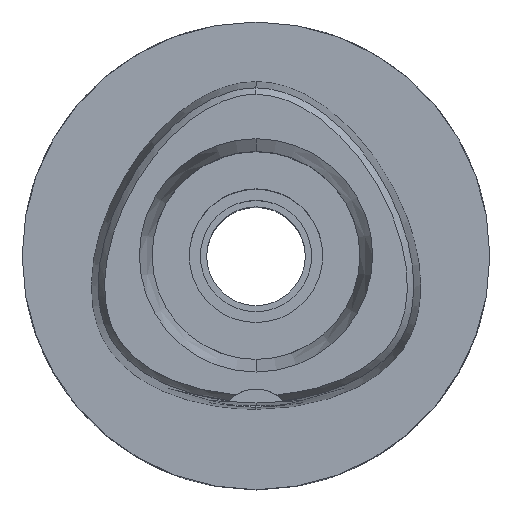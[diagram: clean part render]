
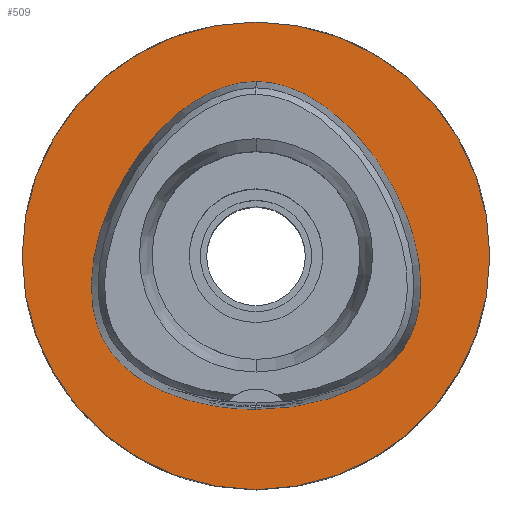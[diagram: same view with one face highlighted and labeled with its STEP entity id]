
A CAD part, top view. The second image highlights one B-rep face of the part: STEP entity #509.
In plain terms, the highlighted planar face has unit normal (0, 0, 1).
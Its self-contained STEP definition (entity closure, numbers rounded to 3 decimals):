
#45 = CARTESIAN_POINT ( 'NONE',  ( 0., -20.675, 0. ) ) ;
#55 = CARTESIAN_POINT ( 'NONE',  ( -22.245, -4.1, 0. ) ) ;
#135 = DIRECTION ( 'NONE',  ( 0., 1., 0. ) ) ;
#200 = B_SPLINE_CURVE_WITH_KNOTS ( 'NONE', 3,
 ( #2430, #4741, #1235, #2815, #3977, #3608, #3227, #1188, #2036, #4310, #55, #4764, #2454, #2061, #460, #1292, #2864, #4049, #4101, #2514, #2540, #4407, #2892 ),
 .UNSPECIFIED., .F., .F.,
 ( 4, 1, 1, 1, 1, 1, 1, 1, 1, 1, 1, 1, 1, 1, 1, 1, 1, 1, 1, 1, 4 ),
 ( 0., 0.042, 0.083, 0.125, 0.167, 0.25, 0.333, 0.417, 0.5, 0.542, 0.583, 0.625, 0.646, 0.667, 0.688, 0.708, 0.75, 0.792, 0.833, 0.917, 1. ),
 .UNSPECIFIED. ) ;
#211 = CARTESIAN_POINT ( 'NONE',  ( 20.35, -11.749, 0. ) ) ;
#270 = FACE_BOUND ( 'NONE', #762, .T. ) ;
#344 = EDGE_LOOP ( 'NONE', ( #2881, #2072 ) ) ;
#460 = CARTESIAN_POINT ( 'NONE',  ( -20.35, -11.749, 0. ) ) ;
#509 = ADVANCED_FACE ( 'NONE', ( #4573, #270 ), #3050, .F. ) ;
#598 = CARTESIAN_POINT ( 'NONE',  ( 11.233, -18.893, 0. ) ) ;
#644 = CARTESIAN_POINT ( 'NONE',  ( 7.571, 21.315, 0. ) ) ;
#762 = EDGE_LOOP ( 'NONE', ( #3705, #3104 ) ) ;
#817 = VERTEX_POINT ( 'NONE', #4863 ) ;
#1048 = CARTESIAN_POINT ( 'NONE',  ( 20.749, 4.657, 0. ) ) ;
#1166 = AXIS2_PLACEMENT_3D ( 'NONE', #1730, #2944, #135 ) ;
#1188 = CARTESIAN_POINT ( 'NONE',  ( -18.068, 10.432, 0. ) ) ;
#1235 = CARTESIAN_POINT ( 'NONE',  ( -2.565, 23.293, 0. ) ) ;
#1292 = CARTESIAN_POINT ( 'NONE',  ( -19.649, -12.825, 0. ) ) ;
#1315 = CARTESIAN_POINT ( 'NONE',  ( 21.555, -8.996, 0. ) ) ;
#1340 = CARTESIAN_POINT ( 'NONE',  ( 22.245, -4.1, 0. ) ) ;
#1389 = CARTESIAN_POINT ( 'NONE',  ( 6.341, -20.298, 0. ) ) ;
#1442 = CARTESIAN_POINT ( 'NONE',  ( 2.565, 23.293, 0. ) ) ;
#1483 = DIRECTION ( 'NONE',  ( 0., 0., -1. ) ) ;
#1561 = DIRECTION ( 'NONE',  ( 0., -1., 0. ) ) ;
#1730 = CARTESIAN_POINT ( 'NONE',  ( 0., 0., 0. ) ) ;
#1830 = CARTESIAN_POINT ( 'NONE',  ( 14.673, -17.214, 0. ) ) ;
#2036 = CARTESIAN_POINT ( 'NONE',  ( -20.749, 4.657, 0. ) ) ;
#2058 = AXIS2_PLACEMENT_3D ( 'NONE', #4598, #2669, #3185 ) ;
#2061 = CARTESIAN_POINT ( 'NONE',  ( -20.932, -10.604, 0. ) ) ;
#2072 = ORIENTED_EDGE ( 'NONE', *, *, #3395, .F. ) ;
#2200 = CARTESIAN_POINT ( 'NONE',  ( 16.959, -15.678, 0. ) ) ;
#2246 = CARTESIAN_POINT ( 'NONE',  ( 0., 23.475, 0. ) ) ;
#2301 = CARTESIAN_POINT ( 'NONE',  ( 0., 23.475, 0. ) ) ;
#2328 = VERTEX_POINT ( 'NONE', #2301 ) ;
#2430 = CARTESIAN_POINT ( 'NONE',  ( 0., 23.475, 0. ) ) ;
#2454 = CARTESIAN_POINT ( 'NONE',  ( -21.555, -8.996, 0. ) ) ;
#2511 = CARTESIAN_POINT ( 'NONE',  ( 18.568, -14.169, 0. ) ) ;
#2514 = CARTESIAN_POINT ( 'NONE',  ( -11.233, -18.893, 0. ) ) ;
#2540 = CARTESIAN_POINT ( 'NONE',  ( -6.341, -20.298, 0. ) ) ;
#2602 = EDGE_CURVE ( 'NONE', #5081, #2328, #2919, .T. ) ;
#2628 = CARTESIAN_POINT ( 'NONE',  ( 0.855, 23.475, 0. ) ) ;
#2669 = DIRECTION ( 'NONE',  ( 0., 0., -1. ) ) ;
#2815 = CARTESIAN_POINT ( 'NONE',  ( -5.098, 22.526, 0. ) ) ;
#2848 = EDGE_CURVE ( 'NONE', #2328, #5081, #200, .T. ) ;
#2855 = EDGE_CURVE ( 'NONE', #817, #3912, #3396, .T. ) ;
#2864 = CARTESIAN_POINT ( 'NONE',  ( -18.568, -14.169, 0. ) ) ;
#2881 = ORIENTED_EDGE ( 'NONE', *, *, #2855, .F. ) ;
#2892 = CARTESIAN_POINT ( 'NONE',  ( 0., -20.675, 0. ) ) ;
#2919 = B_SPLINE_CURVE_WITH_KNOTS ( 'NONE', 3,
 ( #3778, #4892, #1389, #598, #1830, #2200, #2511, #4043, #211, #4812, #1315, #3298, #1340, #4943, #1048, #3016, #4175, #3803, #644, #4562, #1442, #2628, #2246 ),
 .UNSPECIFIED., .F., .F.,
 ( 4, 1, 1, 1, 1, 1, 1, 1, 1, 1, 1, 1, 1, 1, 1, 1, 1, 1, 1, 1, 4 ),
 ( 0., 0.083, 0.167, 0.208, 0.25, 0.292, 0.313, 0.333, 0.354, 0.375, 0.417, 0.458, 0.5, 0.583, 0.667, 0.75, 0.833, 0.875, 0.917, 0.958, 1. ),
 .UNSPECIFIED. ) ;
#2944 = DIRECTION ( 'NONE',  ( 0., 0., -1. ) ) ;
#3016 = CARTESIAN_POINT ( 'NONE',  ( 18.068, 10.432, 0. ) ) ;
#3050 = PLANE ( 'NONE',  #2058 ) ;
#3104 = ORIENTED_EDGE ( 'NONE', *, *, #2602, .F. ) ;
#3185 = DIRECTION ( 'NONE',  ( 0., -1., 0. ) ) ;
#3227 = CARTESIAN_POINT ( 'NONE',  ( -14.408, 15.641, 0. ) ) ;
#3298 = CARTESIAN_POINT ( 'NONE',  ( 22.057, -6.848, 0. ) ) ;
#3395 = EDGE_CURVE ( 'NONE', #3912, #817, #4689, .T. ) ;
#3396 = CIRCLE ( 'NONE', #1166, 31.5 ) ;
#3432 = CARTESIAN_POINT ( 'NONE',  ( 0., -31.5, 0. ) ) ;
#3490 = AXIS2_PLACEMENT_3D ( 'NONE', #4988, #1483, #1561 ) ;
#3608 = CARTESIAN_POINT ( 'NONE',  ( -10.746, 19.174, 0. ) ) ;
#3705 = ORIENTED_EDGE ( 'NONE', *, *, #2848, .F. ) ;
#3778 = CARTESIAN_POINT ( 'NONE',  ( 0., -20.675, 0. ) ) ;
#3803 = CARTESIAN_POINT ( 'NONE',  ( 10.746, 19.174, 0. ) ) ;
#3912 = VERTEX_POINT ( 'NONE', #3432 ) ;
#3977 = CARTESIAN_POINT ( 'NONE',  ( -7.571, 21.315, 0. ) ) ;
#4043 = CARTESIAN_POINT ( 'NONE',  ( 19.649, -12.825, 0. ) ) ;
#4049 = CARTESIAN_POINT ( 'NONE',  ( -16.959, -15.678, 0. ) ) ;
#4101 = CARTESIAN_POINT ( 'NONE',  ( -14.673, -17.214, 0. ) ) ;
#4175 = CARTESIAN_POINT ( 'NONE',  ( 14.408, 15.641, 0. ) ) ;
#4310 = CARTESIAN_POINT ( 'NONE',  ( -21.978, -0.281, 0. ) ) ;
#4407 = CARTESIAN_POINT ( 'NONE',  ( -2.114, -20.675, 0. ) ) ;
#4562 = CARTESIAN_POINT ( 'NONE',  ( 5.098, 22.526, 0. ) ) ;
#4573 = FACE_OUTER_BOUND ( 'NONE', #344, .T. ) ;
#4598 = CARTESIAN_POINT ( 'NONE',  ( 0., 0., 0. ) ) ;
#4689 = CIRCLE ( 'NONE', #3490, 31.5 ) ;
#4741 = CARTESIAN_POINT ( 'NONE',  ( -0.855, 23.475, 0. ) ) ;
#4764 = CARTESIAN_POINT ( 'NONE',  ( -22.057, -6.848, 0. ) ) ;
#4812 = CARTESIAN_POINT ( 'NONE',  ( 20.932, -10.604, 0. ) ) ;
#4863 = CARTESIAN_POINT ( 'NONE',  ( 0., 31.5, 0. ) ) ;
#4892 = CARTESIAN_POINT ( 'NONE',  ( 2.114, -20.675, 0. ) ) ;
#4943 = CARTESIAN_POINT ( 'NONE',  ( 21.978, -0.281, 0. ) ) ;
#4988 = CARTESIAN_POINT ( 'NONE',  ( 0., 0., 0. ) ) ;
#5081 = VERTEX_POINT ( 'NONE', #45 ) ;
